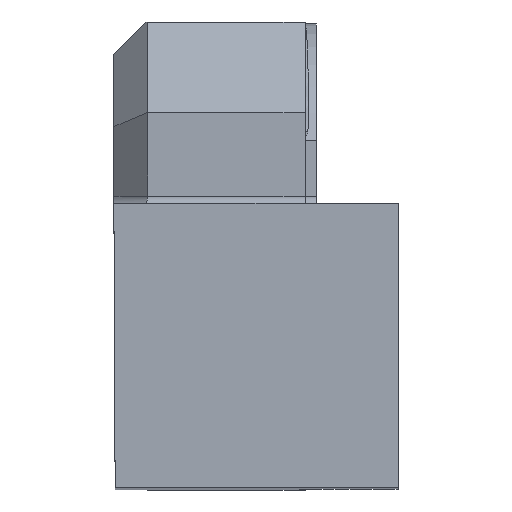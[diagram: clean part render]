
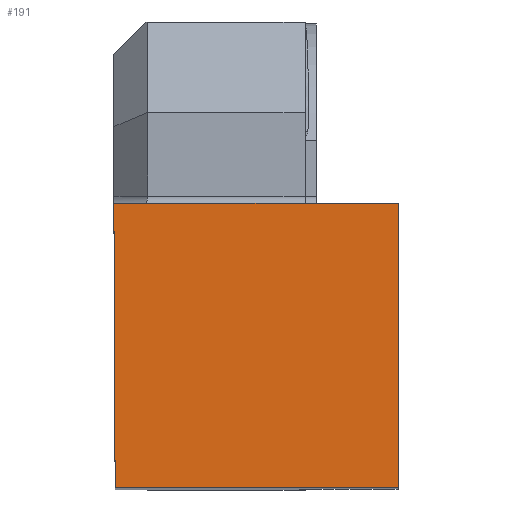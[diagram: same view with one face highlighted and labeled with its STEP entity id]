
A CAD part, top view. The second image highlights one B-rep face of the part: STEP entity #191.
In plain terms, the highlighted planar face has unit normal (0, 0, 1).
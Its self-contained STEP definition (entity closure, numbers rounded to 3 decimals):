
#191=ADVANCED_FACE('',(#286),#254,.F.);
#254=PLANE('',#1067);
#286=FACE_OUTER_BOUND('',#325,.T.);
#325=EDGE_LOOP('',(#482,#483,#484,#485));
#482=ORIENTED_EDGE('',*,*,#784,.T.);
#483=ORIENTED_EDGE('',*,*,#791,.T.);
#484=ORIENTED_EDGE('',*,*,#797,.T.);
#485=ORIENTED_EDGE('',*,*,#800,.T.);
#685=VERTEX_POINT('',#1565);
#686=VERTEX_POINT('',#1567);
#690=VERTEX_POINT('',#1578);
#694=VERTEX_POINT('',#1589);
#784=EDGE_CURVE('',#686,#685,#898,.T.);
#791=EDGE_CURVE('',#685,#690,#903,.T.);
#797=EDGE_CURVE('',#690,#694,#909,.T.);
#800=EDGE_CURVE('',#694,#686,#912,.T.);
#898=LINE('',#1566,#972);
#903=LINE('',#1579,#977);
#909=LINE('',#1590,#983);
#912=LINE('',#1596,#986);
#972=VECTOR('',#1235,1.);
#977=VECTOR('',#1246,1.);
#983=VECTOR('',#1254,1.);
#986=VECTOR('',#1259,1.);
#1067=AXIS2_PLACEMENT_3D('',#1601,#1265,#1266);
#1235=DIRECTION('',(0.004,-1.,0.));
#1246=DIRECTION('',(1.,0.,0.));
#1254=DIRECTION('',(0.,1.,0.));
#1259=DIRECTION('',(-1.,0.,0.));
#1265=DIRECTION('',(0.,0.,-1.));
#1266=DIRECTION('',(1.,0.,0.));
#1565=CARTESIAN_POINT('',(0.11,0.,0.));
#1566=CARTESIAN_POINT('',(0.,25.275,0.));
#1567=CARTESIAN_POINT('',(0.,25.275,0.));
#1578=CARTESIAN_POINT('',(25.275,0.,0.));
#1579=CARTESIAN_POINT('',(0.11,0.,0.));
#1589=CARTESIAN_POINT('',(25.275,25.275,0.));
#1590=CARTESIAN_POINT('',(25.275,0.,0.));
#1596=CARTESIAN_POINT('',(25.275,25.275,0.));
#1601=CARTESIAN_POINT('',(0.11,0.,0.));
